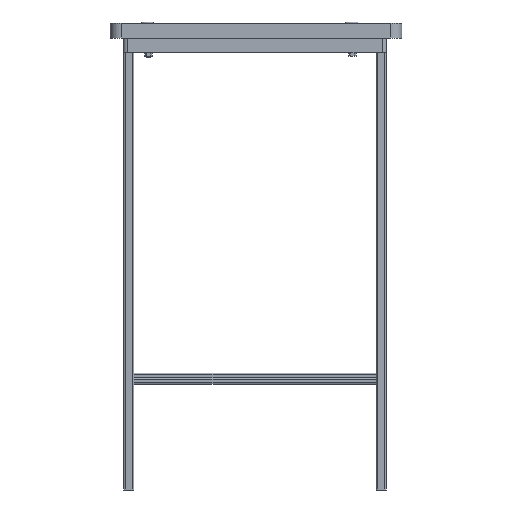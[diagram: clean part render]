
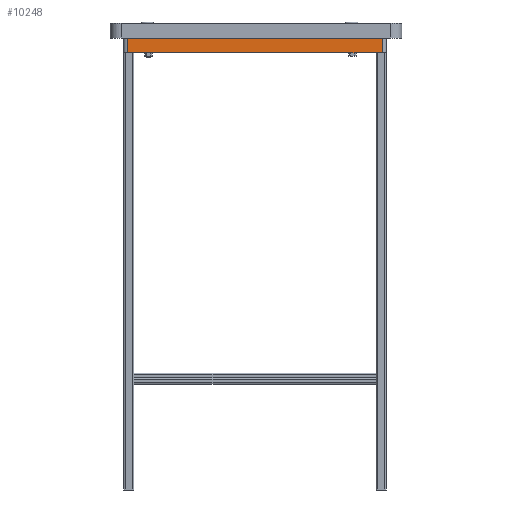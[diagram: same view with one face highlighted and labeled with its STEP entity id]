
A CAD part, front view. The second image highlights one B-rep face of the part: STEP entity #10248.
In plain terms, the highlighted planar face has unit normal (0, -1, 0).
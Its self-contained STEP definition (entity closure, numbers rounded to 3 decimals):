
#658 = ORIENTED_EDGE ( 'NONE', *, *, #8971, .F. ) ;
#820 = VERTEX_POINT ( 'NONE', #15754 ) ;
#1150 = VERTEX_POINT ( 'NONE', #17386 ) ;
#1152 = FACE_OUTER_BOUND ( 'NONE', #8431, .T. ) ;
#1221 = VECTOR ( 'NONE', #18437, 1000. ) ;
#1457 = LINE ( 'NONE', #12941, #1221 ) ;
#1460 = DIRECTION ( 'NONE',  ( -1., 0., 0. ) ) ;
#2007 = EDGE_CURVE ( 'NONE', #17276, #1150, #1457, .T. ) ;
#2499 = LINE ( 'NONE', #18080, #18432 ) ;
#2602 = CARTESIAN_POINT ( 'NONE',  ( -158.38, -129.23, -40. ) ) ;
#3230 = CARTESIAN_POINT ( 'NONE',  ( 192.197, -129.23, -40. ) ) ;
#3660 = DIRECTION ( 'NONE',  ( -1., 0., 0. ) ) ;
#3740 = VERTEX_POINT ( 'NONE', #4014 ) ;
#3953 = ORIENTED_EDGE ( 'NONE', *, *, #2007, .F. ) ;
#4014 = CARTESIAN_POINT ( 'NONE',  ( 153.164, -129.23, -40. ) ) ;
#4073 = EDGE_CURVE ( 'NONE', #15335, #8972, #17787, .T. ) ;
#4211 = CARTESIAN_POINT ( 'NONE',  ( 192.197, -129.23, -40. ) ) ;
#4381 = ORIENTED_EDGE ( 'NONE', *, *, #15436, .T. ) ;
#5365 = ORIENTED_EDGE ( 'NONE', *, *, #17413, .F. ) ;
#5827 = CARTESIAN_POINT ( 'NONE',  ( 192.197, -129.23, -40. ) ) ;
#5910 = LINE ( 'NONE', #5827, #16672 ) ;
#6540 = LINE ( 'NONE', #2602, #8406 ) ;
#6720 = DIRECTION ( 'NONE',  ( -1., 0., 0. ) ) ;
#6967 = PLANE ( 'NONE',  #11369 ) ;
#7177 = CARTESIAN_POINT ( 'NONE',  ( 192.197, -129.23, -20. ) ) ;
#7815 = CARTESIAN_POINT ( 'NONE',  ( -158.38, -129.23, -20. ) ) ;
#8306 = DIRECTION ( 'NONE',  ( 0., 0., 1. ) ) ;
#8406 = VECTOR ( 'NONE', #8306, 1000. ) ;
#8431 = EDGE_LOOP ( 'NONE', ( #4381, #13478, #5365, #3953, #8645, #658, #12931, #17853 ) ) ;
#8645 = ORIENTED_EDGE ( 'NONE', *, *, #18438, .F. ) ;
#8971 = EDGE_CURVE ( 'NONE', #14852, #3740, #17416, .T. ) ;
#8972 = VERTEX_POINT ( 'NONE', #7177 ) ;
#10248 = ADVANCED_FACE ( 'NONE', ( #1152 ), #6967, .F. ) ;
#10272 = LINE ( 'NONE', #13148, #16634 ) ;
#10955 = CARTESIAN_POINT ( 'NONE',  ( 147.823, -129.23, -40. ) ) ;
#11369 = AXIS2_PLACEMENT_3D ( 'NONE', #18047, #13933, #14028 ) ;
#11514 = DIRECTION ( 'NONE',  ( -1., 0., 0. ) ) ;
#11873 = CARTESIAN_POINT ( 'NONE',  ( 192.197, -129.23, -40. ) ) ;
#12011 = CARTESIAN_POINT ( 'NONE',  ( 184.217, -129.23, -40. ) ) ;
#12170 = EDGE_CURVE ( 'NONE', #820, #15994, #6540, .T. ) ;
#12931 = ORIENTED_EDGE ( 'NONE', *, *, #15692, .F. ) ;
#12941 = CARTESIAN_POINT ( 'NONE',  ( 192.197, -129.23, -40. ) ) ;
#13058 = VECTOR ( 'NONE', #1460, 1000. ) ;
#13148 = CARTESIAN_POINT ( 'NONE',  ( 192.197, -129.23, -20. ) ) ;
#13478 = ORIENTED_EDGE ( 'NONE', *, *, #12170, .F. ) ;
#13933 = DIRECTION ( 'NONE',  ( 0., 1., 0. ) ) ;
#14028 = DIRECTION ( 'NONE',  ( 0., 0., 1. ) ) ;
#14316 = VECTOR ( 'NONE', #3660, 1000. ) ;
#14852 = VERTEX_POINT ( 'NONE', #12011 ) ;
#15181 = CARTESIAN_POINT ( 'NONE',  ( 192.197, -129.23, -40. ) ) ;
#15258 = VECTOR ( 'NONE', #18069, 1000. ) ;
#15335 = VERTEX_POINT ( 'NONE', #4211 ) ;
#15436 = EDGE_CURVE ( 'NONE', #8972, #15994, #10272, .T. ) ;
#15692 = EDGE_CURVE ( 'NONE', #15335, #14852, #2499, .T. ) ;
#15754 = CARTESIAN_POINT ( 'NONE',  ( -158.38, -129.23, -40. ) ) ;
#15994 = VERTEX_POINT ( 'NONE', #7815 ) ;
#16312 = DIRECTION ( 'NONE',  ( -1., 0., 0. ) ) ;
#16430 = LINE ( 'NONE', #11873, #14316 ) ;
#16634 = VECTOR ( 'NONE', #16312, 1000. ) ;
#16672 = VECTOR ( 'NONE', #11514, 1000. ) ;
#17276 = VERTEX_POINT ( 'NONE', #10955 ) ;
#17386 = CARTESIAN_POINT ( 'NONE',  ( -150.082, -129.23, -40. ) ) ;
#17413 = EDGE_CURVE ( 'NONE', #1150, #820, #5910, .T. ) ;
#17416 = LINE ( 'NONE', #3230, #13058 ) ;
#17787 = LINE ( 'NONE', #15181, #15258 ) ;
#17853 = ORIENTED_EDGE ( 'NONE', *, *, #4073, .T. ) ;
#18047 = CARTESIAN_POINT ( 'NONE',  ( 192.197, -129.23, -40. ) ) ;
#18069 = DIRECTION ( 'NONE',  ( 0., 0., 1. ) ) ;
#18080 = CARTESIAN_POINT ( 'NONE',  ( 192.197, -129.23, -40. ) ) ;
#18432 = VECTOR ( 'NONE', #6720, 1000. ) ;
#18437 = DIRECTION ( 'NONE',  ( -1., 0., 0. ) ) ;
#18438 = EDGE_CURVE ( 'NONE', #3740, #17276, #16430, .T. ) ;
